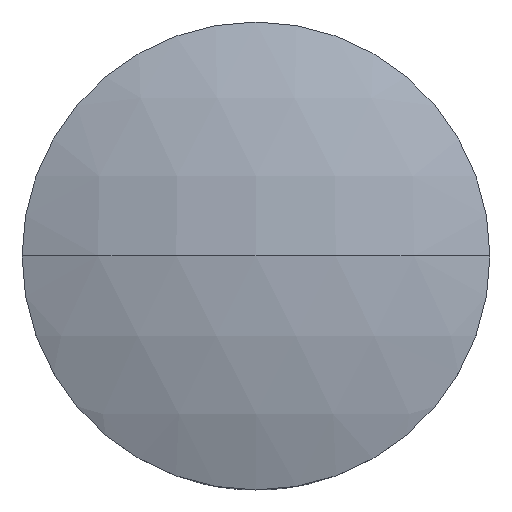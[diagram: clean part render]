
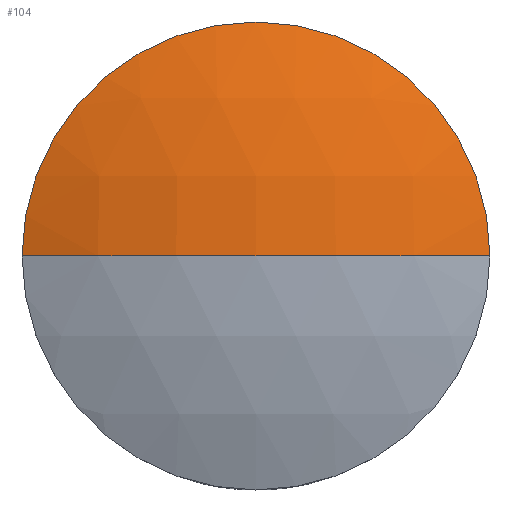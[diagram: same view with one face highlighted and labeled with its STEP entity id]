
A CAD part, top view. The second image highlights one B-rep face of the part: STEP entity #104.
In plain terms, the highlighted spherical face has radius 51.68 mm.
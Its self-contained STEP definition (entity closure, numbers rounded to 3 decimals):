
#6 = DIRECTION ( 'NONE',  ( 0., 0., -1. ) ) ;
#18 = ORIENTED_EDGE ( 'NONE', *, *, #1414, .F. ) ;
#58 = CIRCLE ( 'NONE', #1734, 19.05 ) ;
#104 = ADVANCED_FACE ( 'NONE', ( #1846 ), #1465, .T. ) ;
#108 = ORIENTED_EDGE ( 'NONE', *, *, #1075, .F. ) ;
#110 = DIRECTION ( 'NONE',  ( 1., 0., 0. ) ) ;
#181 = CARTESIAN_POINT ( 'NONE',  ( 0., 0., -0.569 ) ) ;
#328 = CARTESIAN_POINT ( 'NONE',  ( -19.05, 0., -0.569 ) ) ;
#379 = CARTESIAN_POINT ( 'NONE',  ( 0., 0., 3.07 ) ) ;
#392 = CARTESIAN_POINT ( 'NONE',  ( 0., 0., -48.61 ) ) ;
#456 = DIRECTION ( 'NONE',  ( -1., 0., 0. ) ) ;
#546 = AXIS2_PLACEMENT_3D ( 'NONE', #392, #1167, #110 ) ;
#664 = AXIS2_PLACEMENT_3D ( 'NONE', #687, #1765, #1945 ) ;
#666 = DIRECTION ( 'NONE',  ( 0., 1., 0. ) ) ;
#687 = CARTESIAN_POINT ( 'NONE',  ( 0., 0., -48.61 ) ) ;
#830 = CIRCLE ( 'NONE', #1157, 51.68 ) ;
#1075 = EDGE_CURVE ( 'NONE', #1124, #1850, #1462, .T. ) ;
#1124 = VERTEX_POINT ( 'NONE', #379 ) ;
#1157 = AXIS2_PLACEMENT_3D ( 'NONE', #1900, #666, #1887 ) ;
#1167 = DIRECTION ( 'NONE',  ( 0., -1., 0. ) ) ;
#1221 = VERTEX_POINT ( 'NONE', #1949 ) ;
#1414 = EDGE_CURVE ( 'NONE', #1850, #1221, #58, .T. ) ;
#1462 = CIRCLE ( 'NONE', #546, 51.68 ) ;
#1465 = SPHERICAL_SURFACE ( 'NONE', #664, 51.68 ) ;
#1496 = EDGE_CURVE ( 'NONE', #1124, #1221, #830, .T. ) ;
#1677 = EDGE_LOOP ( 'NONE', ( #108, #1848, #18 ) ) ;
#1734 = AXIS2_PLACEMENT_3D ( 'NONE', #181, #6, #456 ) ;
#1765 = DIRECTION ( 'NONE',  ( 0., -1., 0. ) ) ;
#1846 = FACE_OUTER_BOUND ( 'NONE', #1677, .T. ) ;
#1848 = ORIENTED_EDGE ( 'NONE', *, *, #1496, .T. ) ;
#1850 = VERTEX_POINT ( 'NONE', #328 ) ;
#1887 = DIRECTION ( 'NONE',  ( 0., 0., 1. ) ) ;
#1900 = CARTESIAN_POINT ( 'NONE',  ( 0., 0., -48.61 ) ) ;
#1945 = DIRECTION ( 'NONE',  ( 1., 0., 0. ) ) ;
#1949 = CARTESIAN_POINT ( 'NONE',  ( 19.05, 0., -0.569 ) ) ;
